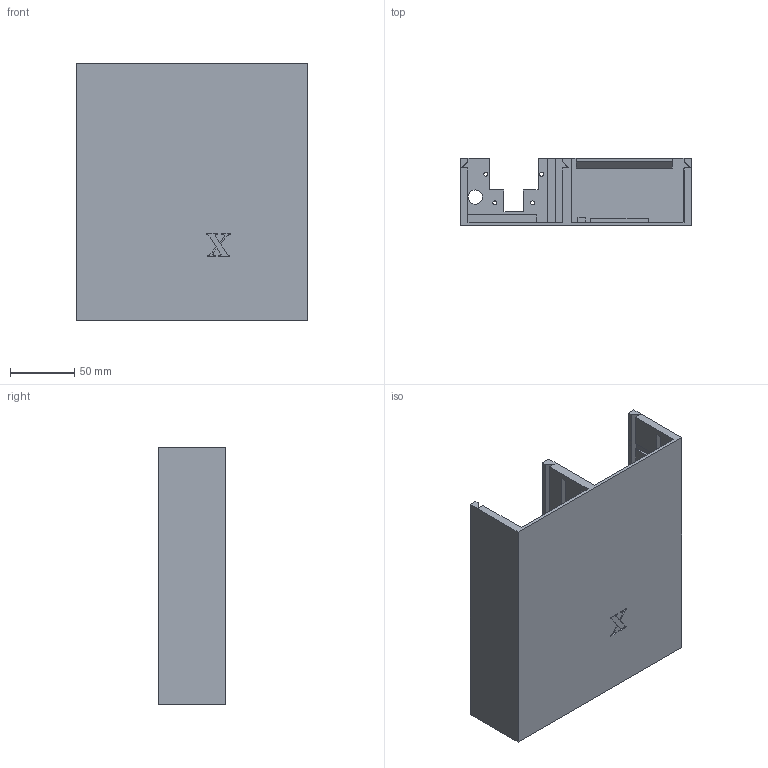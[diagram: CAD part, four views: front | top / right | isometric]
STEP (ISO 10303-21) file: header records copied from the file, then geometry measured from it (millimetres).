
FILE_DESCRIPTION (( 'STEP AP214' ), '1' );
FILE_NAME ('Body_0.STEP', '2021-05-05T03:16:01', ( '' ), ( '' ), 'SwSTEP 2.0', 'SolidWorks 2019', '' );
FILE_SCHEMA (( 'AUTOMOTIVE_DESIGN' ));
Length unit declared in the file: millimetre
Products named in the file (1): Body_0
Bounding box: 180 x 52.5 x 200 mm (x, y, z)
Volume: 254948.2 mm3; surface area: 156870.1 mm2
Topology: 1 solids, 1 shells, 198 faces, 538 edges, 335 vertices
Faces by surface type: plane 127, cylinder 32, cone 22, bspline 17
Entity records: 6520 total; most frequent: CARTESIAN_POINT 1667, ORIENTED_EDGE 1032, DIRECTION 910, EDGE_CURVE 516, LINE 418, VECTOR 418, VERTEX_POINT 335, AXIS2_PLACEMENT_3D 246
